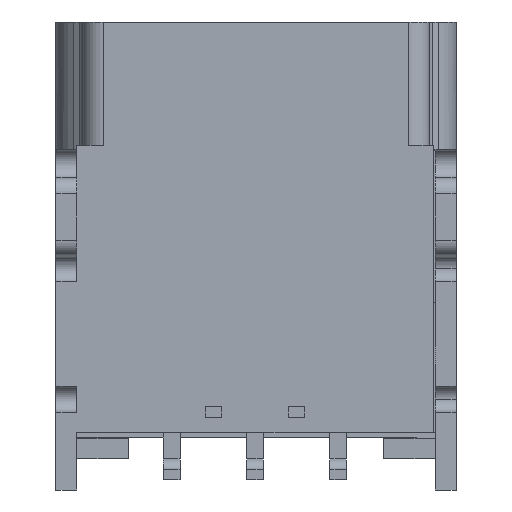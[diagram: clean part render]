
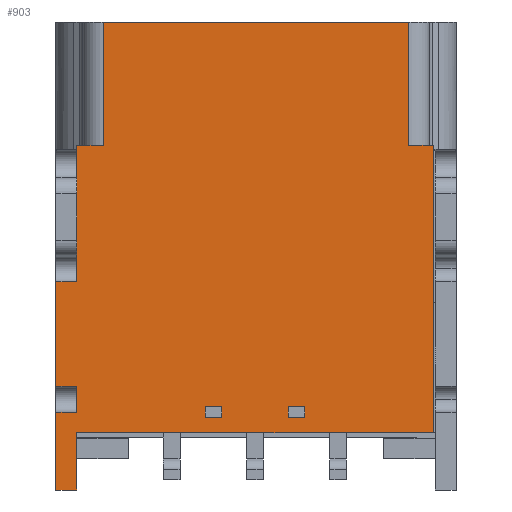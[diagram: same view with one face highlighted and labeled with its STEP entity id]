
A CAD part, front view. The second image highlights one B-rep face of the part: STEP entity #903.
In plain terms, the highlighted planar face has unit normal (0, -1, 0).
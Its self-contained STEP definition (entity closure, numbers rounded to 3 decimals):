
#903=ADVANCED_FACE('',(#1825,#1826,#1827),#1828,.F.);
#1825=FACE_OUTER_BOUND('',#2942,.T.);
#1826=FACE_BOUND('',#2943,.T.);
#1827=FACE_BOUND('',#2944,.T.);
#1828=PLANE('',#2945);
#2942=EDGE_LOOP('',(#5739,#5740,#5741,#5742,#5743,#5744,#5745,#5746,#5747,#5748,#5749,#5750,#5751,#5752,#5753,#5754,#5755,#5756));
#2943=EDGE_LOOP('',(#5757,#5758,#5759,#5760));
#2944=EDGE_LOOP('',(#5761,#5762,#5763,#5764));
#2945=AXIS2_PLACEMENT_3D('',#5765,#5766,#5767);
#5739=ORIENTED_EDGE('',*,*,#6895,.F.);
#5740=ORIENTED_EDGE('',*,*,#6935,.T.);
#5741=ORIENTED_EDGE('',*,*,#6938,.F.);
#5742=ORIENTED_EDGE('',*,*,#6939,.T.);
#5743=ORIENTED_EDGE('',*,*,#6940,.T.);
#5744=ORIENTED_EDGE('',*,*,#6891,.F.);
#5745=ORIENTED_EDGE('',*,*,#6889,.T.);
#5746=ORIENTED_EDGE('',*,*,#6886,.T.);
#5747=ORIENTED_EDGE('',*,*,#6881,.T.);
#5748=ORIENTED_EDGE('',*,*,#6877,.T.);
#5749=ORIENTED_EDGE('',*,*,#6874,.T.);
#5750=ORIENTED_EDGE('',*,*,#6871,.T.);
#5751=ORIENTED_EDGE('',*,*,#6880,.T.);
#5752=ORIENTED_EDGE('',*,*,#6868,.F.);
#5753=ORIENTED_EDGE('',*,*,#6864,.F.);
#5754=ORIENTED_EDGE('',*,*,#6861,.T.);
#5755=ORIENTED_EDGE('',*,*,#6858,.T.);
#5756=ORIENTED_EDGE('',*,*,#6854,.T.);
#5757=ORIENTED_EDGE('',*,*,#6851,.T.);
#5758=ORIENTED_EDGE('',*,*,#6848,.T.);
#5759=ORIENTED_EDGE('',*,*,#6845,.T.);
#5760=ORIENTED_EDGE('',*,*,#6841,.T.);
#5761=ORIENTED_EDGE('',*,*,#6839,.T.);
#5762=ORIENTED_EDGE('',*,*,#6836,.T.);
#5763=ORIENTED_EDGE('',*,*,#6833,.T.);
#5764=ORIENTED_EDGE('',*,*,#6829,.T.);
#5765=CARTESIAN_POINT('',(3.008,0.0,-2.499));
#5766=DIRECTION('',(0.0,1.0,0.0));
#5767=DIRECTION('',(1.0,0.0,-0.0));
#6829=EDGE_CURVE('',#8474,#8475,#8476,.T.);
#6833=EDGE_CURVE('',#8480,#8474,#8481,.T.);
#6836=EDGE_CURVE('',#8484,#8480,#8485,.T.);
#6839=EDGE_CURVE('',#8475,#8484,#8488,.T.);
#6841=EDGE_CURVE('',#8490,#8491,#8492,.T.);
#6845=EDGE_CURVE('',#8496,#8490,#8497,.T.);
#6848=EDGE_CURVE('',#8500,#8496,#8501,.T.);
#6851=EDGE_CURVE('',#8491,#8500,#8504,.T.);
#6854=EDGE_CURVE('',#8508,#8506,#8509,.T.);
#6858=EDGE_CURVE('',#8512,#8508,#8514,.T.);
#6861=EDGE_CURVE('',#8517,#8512,#8518,.T.);
#6864=EDGE_CURVE('',#8517,#8521,#8522,.T.);
#6868=EDGE_CURVE('',#8521,#8525,#8527,.T.);
#6871=EDGE_CURVE('',#8531,#8529,#8532,.T.);
#6874=EDGE_CURVE('',#8535,#8531,#8536,.T.);
#6877=EDGE_CURVE('',#8539,#8535,#8540,.T.);
#6880=EDGE_CURVE('',#8529,#8525,#8543,.T.);
#6881=EDGE_CURVE('',#8544,#8539,#8545,.T.);
#6886=EDGE_CURVE('',#8550,#8544,#8551,.T.);
#6889=EDGE_CURVE('',#8211,#8550,#8554,.T.);
#6891=EDGE_CURVE('',#8211,#8556,#8557,.T.);
#6895=EDGE_CURVE('',#8560,#8506,#8562,.T.);
#6935=EDGE_CURVE('',#8560,#8616,#8618,.T.);
#6938=EDGE_CURVE('',#8621,#8616,#8622,.T.);
#6939=EDGE_CURVE('',#8621,#8623,#8624,.T.);
#6940=EDGE_CURVE('',#8623,#8556,#8625,.T.);
#8211=VERTEX_POINT('',#10440);
#8474=VERTEX_POINT('',#10828);
#8475=VERTEX_POINT('',#10829);
#8476=LINE('',#10830,#10831);
#8480=VERTEX_POINT('',#10837);
#8481=LINE('',#10838,#10839);
#8484=VERTEX_POINT('',#10843);
#8485=LINE('',#10844,#10845);
#8488=LINE('',#10849,#10850);
#8490=VERTEX_POINT('',#10852);
#8491=VERTEX_POINT('',#10853);
#8492=LINE('',#10854,#10855);
#8496=VERTEX_POINT('',#10861);
#8497=LINE('',#10862,#10863);
#8500=VERTEX_POINT('',#10867);
#8501=LINE('',#10868,#10869);
#8504=LINE('',#10873,#10874);
#8506=VERTEX_POINT('',#10876);
#8508=VERTEX_POINT('',#10878);
#8509=LINE('',#10879,#10880);
#8512=VERTEX_POINT('',#10884);
#8514=LINE('',#10887,#10888);
#8517=VERTEX_POINT('',#10892);
#8518=LINE('',#10893,#10894);
#8521=VERTEX_POINT('',#10898);
#8522=LINE('',#10899,#10900);
#8525=VERTEX_POINT('',#10904);
#8527=LINE('',#10907,#10908);
#8529=VERTEX_POINT('',#10910);
#8531=VERTEX_POINT('',#10913);
#8532=LINE('',#10914,#10915);
#8535=VERTEX_POINT('',#10919);
#8536=LINE('',#10920,#10921);
#8539=VERTEX_POINT('',#10925);
#8540=LINE('',#10926,#10927);
#8543=LINE('',#10931,#10932);
#8544=VERTEX_POINT('',#10933);
#8545=LINE('',#10934,#10935);
#8550=VERTEX_POINT('',#10943);
#8551=LINE('',#10944,#10945);
#8554=LINE('',#10949,#10950);
#8556=VERTEX_POINT('',#10952);
#8557=LINE('',#10953,#10954);
#8560=VERTEX_POINT('',#10958);
#8562=LINE('',#10960,#10961);
#8616=VERTEX_POINT('',#11041);
#8618=LINE('',#11043,#11044);
#8621=VERTEX_POINT('',#11048);
#8622=LINE('',#11049,#11050);
#8623=VERTEX_POINT('',#11051);
#8624=LINE('',#11052,#11053);
#8625=LINE('',#11054,#11055);
#10440=CARTESIAN_POINT('',(-3.45,0.,-4.5));
#10828=CARTESIAN_POINT('',(-0.66,0.,-7.6));
#10829=CARTESIAN_POINT('',(-0.98,0.,-7.6));
#10830=CARTESIAN_POINT('',(-3.587,0.,-7.6));
#10831=VECTOR('',#12185,0.32);
#10837=CARTESIAN_POINT('',(-0.66,0.,-7.4));
#10838=CARTESIAN_POINT('',(-0.66,0.,-8.011));
#10839=VECTOR('',#12188,0.2);
#10843=CARTESIAN_POINT('',(-0.98,0.,-7.4));
#10844=CARTESIAN_POINT('',(-3.587,0.,-7.4));
#10845=VECTOR('',#12190,0.32);
#10849=CARTESIAN_POINT('',(-0.98,0.,-8.011));
#10850=VECTOR('',#12192,0.2);
#10852=CARTESIAN_POINT('',(0.94,0.,-7.6));
#10853=CARTESIAN_POINT('',(0.62,0.,-7.6));
#10854=CARTESIAN_POINT('',(-3.587,0.,-7.6));
#10855=VECTOR('',#12193,0.32);
#10861=CARTESIAN_POINT('',(0.94,0.,-7.4));
#10862=CARTESIAN_POINT('',(0.94,0.,-8.011));
#10863=VECTOR('',#12196,0.2);
#10867=CARTESIAN_POINT('',(0.62,0.,-7.4));
#10868=CARTESIAN_POINT('',(-3.587,0.,-7.4));
#10869=VECTOR('',#12198,0.32);
#10873=CARTESIAN_POINT('',(0.62,0.,-8.011));
#10874=VECTOR('',#12200,0.2);
#10876=CARTESIAN_POINT('',(2.935,0.0,-2.37));
#10878=CARTESIAN_POINT('',(3.41,0.,-2.37));
#10879=CARTESIAN_POINT('',(-3.587,0.,-2.37));
#10880=VECTOR('',#12204,0.475);
#10884=CARTESIAN_POINT('',(3.41,0.,-7.9));
#10887=CARTESIAN_POINT('',(3.41,0.,-8.011));
#10888=VECTOR('',#12207,5.53);
#10892=CARTESIAN_POINT('',(-3.45,0.,-7.9));
#10893=CARTESIAN_POINT('',(-3.587,0.,-7.9));
#10894=VECTOR('',#12209,6.86);
#10898=CARTESIAN_POINT('',(-3.45,0.,-9.));
#10899=CARTESIAN_POINT('',(-3.45,0.,-9.18));
#10900=VECTOR('',#12211,1.1);
#10904=CARTESIAN_POINT('',(-3.85,0.,-9.));
#10907=CARTESIAN_POINT('',(-3.866,0.,-9.));
#10908=VECTOR('',#12214,0.4);
#10910=CARTESIAN_POINT('',(-3.85,0.,-7.5));
#10913=CARTESIAN_POINT('',(-3.45,0.,-7.5));
#10914=CARTESIAN_POINT('',(-3.434,0.0,-7.5));
#10915=VECTOR('',#12216,0.4);
#10919=CARTESIAN_POINT('',(-3.45,0.,-7.));
#10920=CARTESIAN_POINT('',(-3.45,0.,-8.011));
#10921=VECTOR('',#12218,0.5);
#10925=CARTESIAN_POINT('',(-3.85,0.,-7.));
#10926=CARTESIAN_POINT('',(-3.434,0.0,-7.));
#10927=VECTOR('',#12220,0.4);
#10931=CARTESIAN_POINT('',(-3.85,0.,-9.18));
#10932=VECTOR('',#12222,1.5);
#10933=CARTESIAN_POINT('',(-3.85,0.,-5.0));
#10934=CARTESIAN_POINT('',(-3.85,0.,-9.18));
#10935=VECTOR('',#12223,2.);
#10943=CARTESIAN_POINT('',(-3.45,0.,-5.0));
#10944=CARTESIAN_POINT('',(-3.434,0.0,-5.0));
#10945=VECTOR('',#12227,0.4);
#10949=CARTESIAN_POINT('',(-3.45,0.,-8.011));
#10950=VECTOR('',#12229,0.5);
#10952=CARTESIAN_POINT('',(-3.45,0.,-3.0));
#10953=CARTESIAN_POINT('',(-3.45,0.,-8.595));
#10954=VECTOR('',#12230,1.5);
#10958=CARTESIAN_POINT('',(2.935,0.0,0.0));
#10960=CARTESIAN_POINT('',(2.935,0.0,-2.499));
#10961=VECTOR('',#12235,2.37);
#11041=CARTESIAN_POINT('',(-2.935,0.,0.0));
#11043=CARTESIAN_POINT('',(3.008,0.0,0.0));
#11044=VECTOR('',#12265,5.87);
#11048=CARTESIAN_POINT('',(-2.935,0.,-2.37));
#11049=CARTESIAN_POINT('',(-2.935,0.,0.0));
#11050=VECTOR('',#12267,2.37);
#11051=CARTESIAN_POINT('',(-3.45,0.,-2.37));
#11052=CARTESIAN_POINT('',(-3.587,0.,-2.37));
#11053=VECTOR('',#12268,0.515);
#11054=CARTESIAN_POINT('',(-3.45,0.,-8.011));
#11055=VECTOR('',#12269,0.63);
#12185=DIRECTION('',(-1.0,0.0,0.0));
#12188=DIRECTION('',(0.0,0.0,-1.0));
#12190=DIRECTION('',(1.0,0.0,0.0));
#12192=DIRECTION('',(0.0,0.0,1.0));
#12193=DIRECTION('',(-1.0,0.0,0.0));
#12196=DIRECTION('',(0.0,0.0,-1.0));
#12198=DIRECTION('',(1.0,0.0,0.0));
#12200=DIRECTION('',(0.0,0.0,1.0));
#12204=DIRECTION('',(-1.0,0.0,0.0));
#12207=DIRECTION('',(0.0,0.0,1.0));
#12209=DIRECTION('',(1.0,0.0,0.0));
#12211=DIRECTION('',(0.0,0.0,-1.0));
#12214=DIRECTION('',(-1.0,0.0,0.0));
#12216=DIRECTION('',(-1.0,0.0,0.0));
#12218=DIRECTION('',(0.0,0.0,-1.0));
#12220=DIRECTION('',(1.0,0.0,0.0));
#12222=DIRECTION('',(0.0,0.0,-1.0));
#12223=DIRECTION('',(0.0,0.0,-1.0));
#12227=DIRECTION('',(-1.0,0.0,0.0));
#12229=DIRECTION('',(0.0,0.0,-1.0));
#12230=DIRECTION('',(0.0,0.0,1.0));
#12235=DIRECTION('',(0.0,0.0,-1.0));
#12265=DIRECTION('',(-1.0,0.0,0.0));
#12267=DIRECTION('',(0.0,0.0,1.0));
#12268=DIRECTION('',(-1.0,0.0,0.0));
#12269=DIRECTION('',(0.0,0.0,-1.0));
